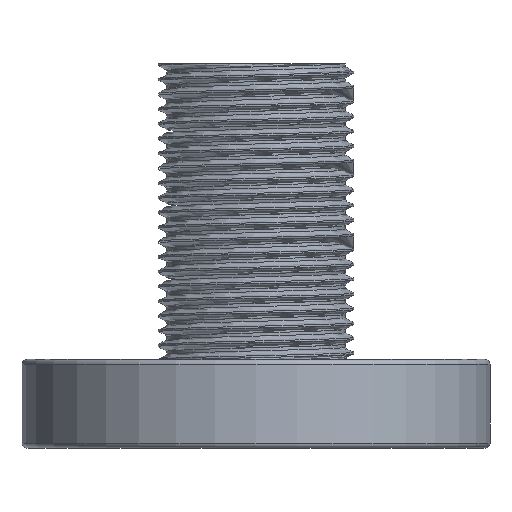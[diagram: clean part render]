
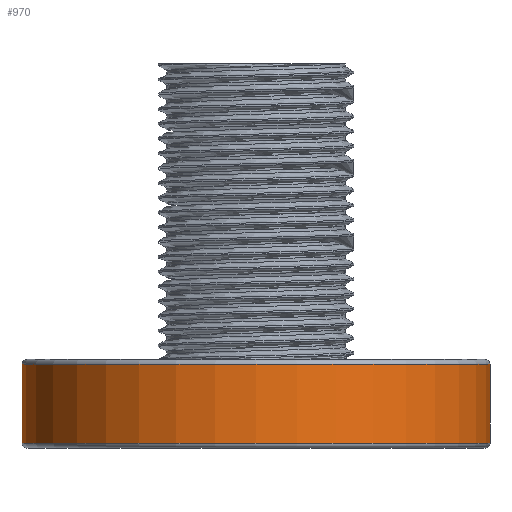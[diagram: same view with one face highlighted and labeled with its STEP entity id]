
A CAD part, front view. The second image highlights one B-rep face of the part: STEP entity #970.
In plain terms, the highlighted cylindrical face has radius 47.5 mm (diameter 95 mm), a full revolution.
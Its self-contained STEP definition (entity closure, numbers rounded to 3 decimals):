
#27=CIRCLE('',#1045,47.5);
#30=CIRCLE('',#1049,47.5);
#83=FACE_OUTER_BOUND('',#140,.T.);
#140=EDGE_LOOP('',(#757,#758,#759,#760));
#285=LINE('',#3729,#333);
#333=VECTOR('',#1223,47.5);
#421=VERTEX_POINT('',#3721);
#423=VERTEX_POINT('',#3727);
#560=EDGE_CURVE('',#421,#421,#27,.T.);
#563=EDGE_CURVE('',#423,#423,#30,.T.);
#564=EDGE_CURVE('',#423,#421,#285,.T.);
#757=ORIENTED_EDGE('',*,*,#563,.F.);
#758=ORIENTED_EDGE('',*,*,#564,.T.);
#759=ORIENTED_EDGE('',*,*,#560,.F.);
#760=ORIENTED_EDGE('',*,*,#564,.F.);
#919=CYLINDRICAL_SURFACE('',#1048,47.5);
#970=ADVANCED_FACE('',(#83),#919,.T.);
#1045=AXIS2_PLACEMENT_3D('',#3722,#1213,#1214);
#1048=AXIS2_PLACEMENT_3D('',#3726,#1219,#1220);
#1049=AXIS2_PLACEMENT_3D('',#3728,#1221,#1222);
#1213=DIRECTION('center_axis',(0.,0.,-1.));
#1214=DIRECTION('ref_axis',(1.,0.,0.));
#1219=DIRECTION('center_axis',(0.,0.,1.));
#1220=DIRECTION('ref_axis',(1.,0.,0.));
#1221=DIRECTION('center_axis',(0.,0.,1.));
#1222=DIRECTION('ref_axis',(1.,0.,0.));
#1223=DIRECTION('',(0.,0.,-1.));
#3721=CARTESIAN_POINT('',(-47.5,0.,1.));
#3722=CARTESIAN_POINT('Origin',(0.,0.,1.));
#3726=CARTESIAN_POINT('Origin',(0.,0.,0.));
#3727=CARTESIAN_POINT('',(-47.5,0.,17.));
#3728=CARTESIAN_POINT('Origin',(0.,0.,17.));
#3729=CARTESIAN_POINT('',(-47.5,0.,0.));
